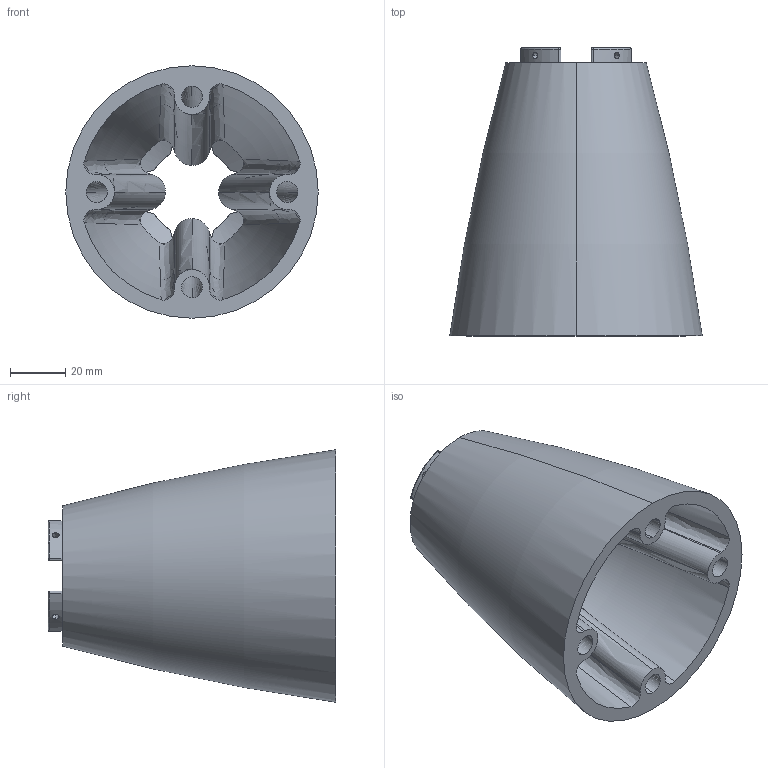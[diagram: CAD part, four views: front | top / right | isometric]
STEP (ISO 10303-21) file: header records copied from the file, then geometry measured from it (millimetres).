
FILE_DESCRIPTION (( 'STEP AP214' ), '1' );
FILE_NAME ('NSCN-SC2-4X250R Nose Cone, Section 2, Mojave Sphinx.STEP', '2024-08-17T20:27:17', ( '' ), ( '' ), 'SwSTEP 2.0', 'SolidWorks 2022', '' );
FILE_SCHEMA (( 'AUTOMOTIVE_DESIGN' ));
Length unit declared in the file: inch
Products named in the file (1): NSCN-SC2-4X250R Nose Cone, Section 2, Mojave Sphinx
Bounding box: 91.41 x 104.27 x 91.41 mm (x, y, z)
Volume: 150667 mm3; surface area: 60874.8 mm2
Topology: 1 solids, 1 shells, 144 faces, 390 edges, 248 vertices
Faces by surface type: torus 54, cylinder 44, plane 26, bspline 16, cone 4
Entity records: 6439 total; most frequent: CARTESIAN_POINT 3058, ORIENTED_EDGE 780, DIRECTION 614, EDGE_CURVE 390, AXIS2_PLACEMENT_3D 267, VERTEX_POINT 248, EDGE_LOOP 162, B_SPLINE_CURVE_WITH_KNOTS 144
